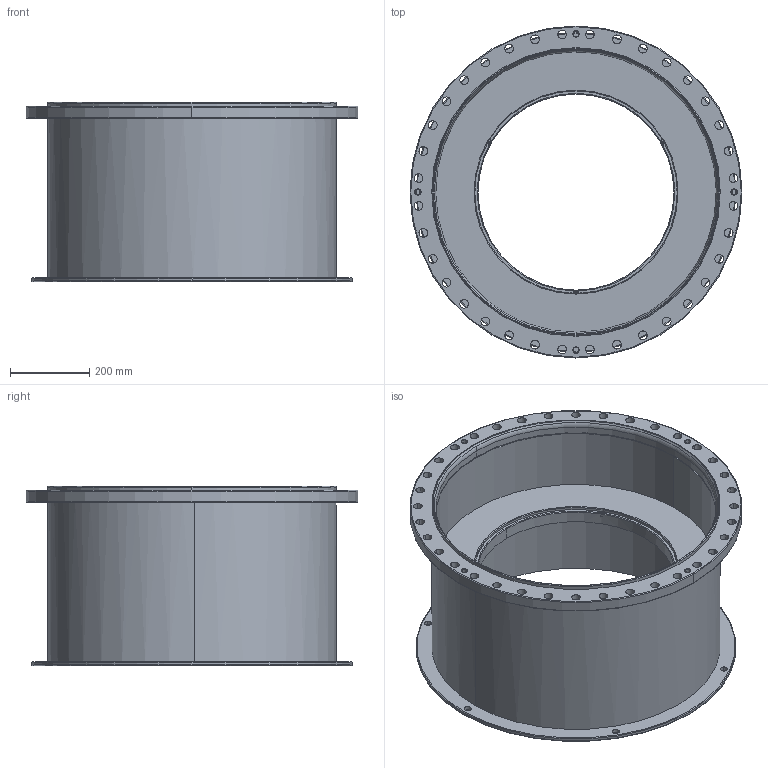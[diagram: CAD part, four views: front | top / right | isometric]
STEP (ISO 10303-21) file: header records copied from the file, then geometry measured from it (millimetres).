
FILE_DESCRIPTION((''),'2;1');
FILE_NAME('596336','2021-05-24T14:14:31',('mkho'),(''),'CREO PARAMETRIC BY PTC INC, 2018500','CREO PARAMETRIC BY PTC INC, 2018500','');
FILE_SCHEMA(('CONFIG_CONTROL_DESIGN'));
Length unit declared in the file: millimetre
Products named in the file (1): 596336
Bounding box: 840 x 840 x 454 mm (x, y, z)
Volume: 22705935.8 mm3; surface area: 3037098.4 mm2
Topology: 1 solids, 11 shells, 220 faces, 588 edges, 377 vertices
Faces by surface type: cylinder 152, plane 26, cone 22, torus 20
Entity records: 7640 total; most frequent: CARTESIAN_POINT 1657, DIRECTION 1386, ORIENTED_EDGE 1112, AXIS2_PLACEMENT_3D 605, EDGE_CURVE 576, CIRCLE 384, VERTEX_POINT 377, EDGE_LOOP 337
